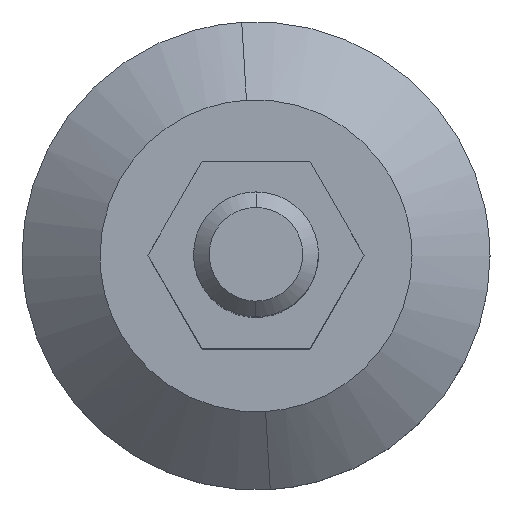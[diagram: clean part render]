
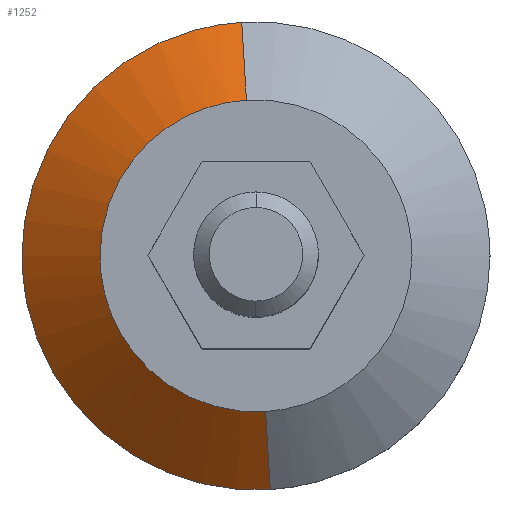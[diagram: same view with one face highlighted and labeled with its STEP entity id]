
A CAD part, top view. The second image highlights one B-rep face of the part: STEP entity #1252.
In plain terms, the highlighted free-form (B-spline) face has degree [2, 1] with [5, 2] control points.
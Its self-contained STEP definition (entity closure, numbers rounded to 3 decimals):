
#828=CARTESIAN_POINT('',(1.221,-19.963,17.));
#829=VERTEX_POINT('',#828);
#830=CARTESIAN_POINT('',(-20.0,0.0,17.0));
#831=VERTEX_POINT('',#830);
#832=CARTESIAN_POINT('',(1.221,-19.963,17.));
#833=CARTESIAN_POINT('',(0.611,-20.,17.));
#834=CARTESIAN_POINT('',(0.,-20.,17.));
#835=CARTESIAN_POINT('',(-20.,-20.,17.));
#836=CARTESIAN_POINT('',(-20.0,0.0,17.0));
#844=(BOUNDED_CURVE()B_SPLINE_CURVE(2,(#832,#833,#834,#835,#836),.UNSPECIFIED.,.F.,.U.)B_SPLINE_CURVE_WITH_KNOTS((3,2,3),(0.739,0.75,1.0),.UNSPECIFIED.)CURVE()GEOMETRIC_REPRESENTATION_ITEM()RATIONAL_B_SPLINE_CURVE((0.976,0.988,1.0,0.707,1.0))REPRESENTATION_ITEM(''));
#845=EDGE_CURVE('',#829,#831,#844,.T.);
#862=CARTESIAN_POINT('',(-1.221,19.963,17.));
#863=VERTEX_POINT('',#862);
#879=CARTESIAN_POINT('',(-20.0,0.0,17.0));
#880=CARTESIAN_POINT('',(-20.,18.814,17.));
#881=CARTESIAN_POINT('',(-1.221,19.963,17.));
#889=(BOUNDED_CURVE()B_SPLINE_CURVE(2,(#879,#880,#881),.UNSPECIFIED.,.F.,.U.)B_SPLINE_CURVE_WITH_KNOTS((3,3),(0.0,0.239),.UNSPECIFIED.)CURVE()GEOMETRIC_REPRESENTATION_ITEM()RATIONAL_B_SPLINE_CURVE((1.0,0.72,0.976))REPRESENTATION_ITEM(''));
#890=EDGE_CURVE('',#831,#863,#889,.T.);
#1149=CARTESIAN_POINT('',(-1.831,29.944,8.609));
#1150=VERTEX_POINT('',#1149);
#1151=CARTESIAN_POINT('',(-1.221,19.963,17.));
#1152=CARTESIAN_POINT('',(-1.831,29.944,8.609));
#1153=QUASI_UNIFORM_CURVE('',1,(#1151,#1152),.UNSPECIFIED.,.F.,.U.);
#1154=EDGE_CURVE('',#863,#1150,#1153,.T.);
#1158=CARTESIAN_POINT('',(1.831,-29.944,8.609));
#1159=VERTEX_POINT('',#1158);
#1160=CARTESIAN_POINT('',(1.221,-19.963,17.));
#1161=CARTESIAN_POINT('',(1.831,-29.944,8.609));
#1162=QUASI_UNIFORM_CURVE('',1,(#1160,#1161),.UNSPECIFIED.,.F.,.U.);
#1163=EDGE_CURVE('',#829,#1159,#1162,.T.);
#1198=CARTESIAN_POINT('',(1.206,-19.713,17.21));
#1199=CARTESIAN_POINT('',(-18.507,-20.919,17.21));
#1200=CARTESIAN_POINT('',(-19.713,-1.206,17.21));
#1201=CARTESIAN_POINT('',(-20.919,18.507,17.21));
#1202=CARTESIAN_POINT('',(-1.206,19.713,17.21));
#1203=CARTESIAN_POINT('',(1.847,-30.2,8.394));
#1204=CARTESIAN_POINT('',(-28.353,-32.047,8.394));
#1205=CARTESIAN_POINT('',(-30.2,-1.847,8.394));
#1206=CARTESIAN_POINT('',(-32.047,28.353,8.394));
#1207=CARTESIAN_POINT('',(-1.847,30.2,8.394));
#1215=(BOUNDED_SURFACE()B_SPLINE_SURFACE(2,1,((#1198,#1203),(#1199,#1204),(#1200,#1205),(#1201,#1206),(#1202,#1207)),.UNSPECIFIED.,.F.,.F.,.U.)B_SPLINE_SURFACE_WITH_KNOTS((3,2,3),(2,2),(0.0,50.13,100.26),(0.0,13.715),.UNSPECIFIED.)GEOMETRIC_REPRESENTATION_ITEM()RATIONAL_B_SPLINE_SURFACE(((1.0,1.0),(0.707,0.707),(1.0,1.0),(0.707,0.707),(1.0,1.0)))REPRESENTATION_ITEM('')SURFACE());
#1216=ORIENTED_EDGE('',*,*,#1154,.T.);
#1217=CARTESIAN_POINT('',(-30.0,0.0,8.609));
#1218=VERTEX_POINT('',#1217);
#1219=CARTESIAN_POINT('',(-30.0,0.0,8.609));
#1220=CARTESIAN_POINT('',(-30.,28.221,8.609));
#1221=CARTESIAN_POINT('',(-1.831,29.944,8.609));
#1229=(BOUNDED_CURVE()B_SPLINE_CURVE(2,(#1219,#1220,#1221),.UNSPECIFIED.,.F.,.U.)B_SPLINE_CURVE_WITH_KNOTS((3,3),(0.0,0.239),.UNSPECIFIED.)CURVE()GEOMETRIC_REPRESENTATION_ITEM()RATIONAL_B_SPLINE_CURVE((1.0,0.72,0.976))REPRESENTATION_ITEM(''));
#1230=EDGE_CURVE('',#1218,#1150,#1229,.T.);
#1231=ORIENTED_EDGE('',*,*,#1230,.F.);
#1232=CARTESIAN_POINT('',(1.831,-29.944,8.609));
#1233=CARTESIAN_POINT('',(0.917,-30.,8.609));
#1234=CARTESIAN_POINT('',(0.,-30.,8.609));
#1235=CARTESIAN_POINT('',(-30.,-30.,8.609));
#1236=CARTESIAN_POINT('',(-30.0,0.0,8.609));
#1244=(BOUNDED_CURVE()B_SPLINE_CURVE(2,(#1232,#1233,#1234,#1235,#1236),.UNSPECIFIED.,.F.,.U.)B_SPLINE_CURVE_WITH_KNOTS((3,2,3),(0.739,0.75,1.0),.UNSPECIFIED.)CURVE()GEOMETRIC_REPRESENTATION_ITEM()RATIONAL_B_SPLINE_CURVE((0.976,0.988,1.0,0.707,1.0))REPRESENTATION_ITEM(''));
#1245=EDGE_CURVE('',#1159,#1218,#1244,.T.);
#1246=ORIENTED_EDGE('',*,*,#1245,.F.);
#1247=ORIENTED_EDGE('',*,*,#1163,.F.);
#1248=ORIENTED_EDGE('',*,*,#845,.T.);
#1249=ORIENTED_EDGE('',*,*,#890,.T.);
#1250=EDGE_LOOP('',(#1216,#1231,#1246,#1247,#1248,#1249));
#1251=FACE_OUTER_BOUND('',#1250,.T.);
#1252=ADVANCED_FACE('',(#1251),#1215,.T.);
